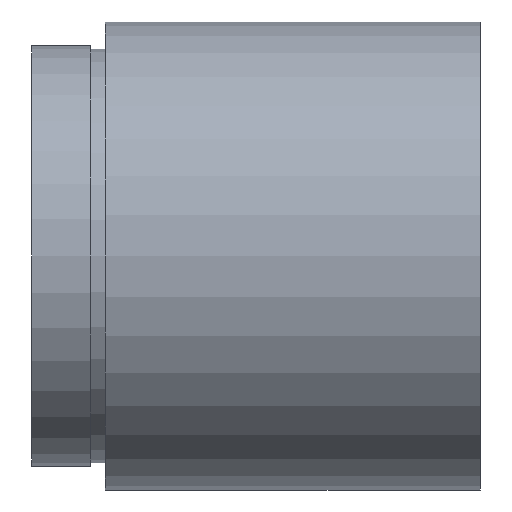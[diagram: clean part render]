
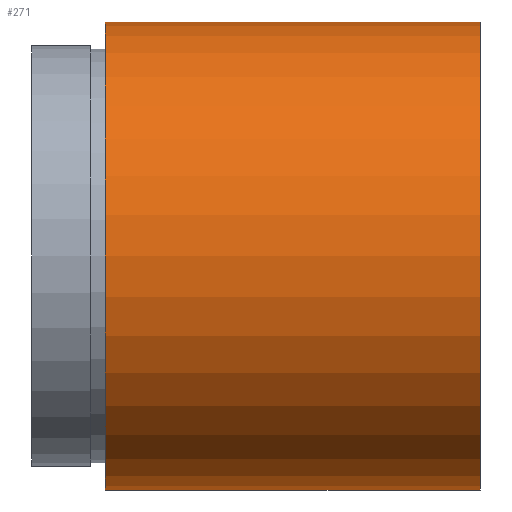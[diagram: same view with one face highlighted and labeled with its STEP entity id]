
A CAD part, left-side view. The second image highlights one B-rep face of the part: STEP entity #271.
In plain terms, the highlighted cylindrical face has radius 15.85 mm (diameter 31.7 mm), a partial arc.
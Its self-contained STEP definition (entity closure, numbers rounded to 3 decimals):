
#3 = CARTESIAN_POINT ( 'NONE',  ( 0., 25.4, 0. ) ) ;
#19 = VERTEX_POINT ( 'NONE', #324 ) ;
#28 = VERTEX_POINT ( 'NONE', #281 ) ;
#42 = CIRCLE ( 'NONE', #313, 15.85 ) ;
#44 = EDGE_CURVE ( 'NONE', #19, #28, #492, .T. ) ;
#54 = CARTESIAN_POINT ( 'NONE',  ( 0., 0., 0. ) ) ;
#56 = DIRECTION ( 'NONE',  ( 0., 1., 0. ) ) ;
#142 = AXIS2_PLACEMENT_3D ( 'NONE', #242, #477, #282 ) ;
#149 = ORIENTED_EDGE ( 'NONE', *, *, #44, .T. ) ;
#186 = DIRECTION ( 'NONE',  ( 0., 1., 0. ) ) ;
#188 = ORIENTED_EDGE ( 'NONE', *, *, #359, .F. ) ;
#190 = EDGE_CURVE ( 'NONE', #28, #268, #285, .T. ) ;
#192 = CARTESIAN_POINT ( 'NONE',  ( 0., 25.4, 15.85 ) ) ;
#201 = DIRECTION ( 'NONE',  ( 0., 1., 0. ) ) ;
#242 = CARTESIAN_POINT ( 'NONE',  ( 0., 161.376, 0. ) ) ;
#253 = EDGE_LOOP ( 'NONE', ( #502, #149, #466, #188 ) ) ;
#268 = VERTEX_POINT ( 'NONE', #192 ) ;
#271 = ADVANCED_FACE ( 'NONE', ( #561 ), #349, .T. ) ;
#281 = CARTESIAN_POINT ( 'NONE',  ( 0., 0., 15.85 ) ) ;
#282 = DIRECTION ( 'NONE',  ( 0., 0., 1. ) ) ;
#285 = LINE ( 'NONE', #609, #449 ) ;
#291 = CARTESIAN_POINT ( 'NONE',  ( 0., 161.376, -15.85 ) ) ;
#293 = DIRECTION ( 'NONE',  ( 0., 0., 1. ) ) ;
#313 = AXIS2_PLACEMENT_3D ( 'NONE', #3, #56, #293 ) ;
#324 = CARTESIAN_POINT ( 'NONE',  ( 0., 0., -15.85 ) ) ;
#328 = VERTEX_POINT ( 'NONE', #532 ) ;
#349 = CYLINDRICAL_SURFACE ( 'NONE', #142, 15.85 ) ;
#359 = EDGE_CURVE ( 'NONE', #328, #268, #42, .T. ) ;
#420 = AXIS2_PLACEMENT_3D ( 'NONE', #54, #186, #486 ) ;
#449 = VECTOR ( 'NONE', #613, 1000. ) ;
#453 = EDGE_CURVE ( 'NONE', #19, #328, #500, .T. ) ;
#466 = ORIENTED_EDGE ( 'NONE', *, *, #190, .T. ) ;
#477 = DIRECTION ( 'NONE',  ( 0., 1., 0. ) ) ;
#482 = VECTOR ( 'NONE', #201, 1000. ) ;
#486 = DIRECTION ( 'NONE',  ( 0., 0., 1. ) ) ;
#492 = CIRCLE ( 'NONE', #420, 15.85 ) ;
#500 = LINE ( 'NONE', #291, #482 ) ;
#502 = ORIENTED_EDGE ( 'NONE', *, *, #453, .F. ) ;
#532 = CARTESIAN_POINT ( 'NONE',  ( 0., 25.4, -15.85 ) ) ;
#561 = FACE_OUTER_BOUND ( 'NONE', #253, .T. ) ;
#609 = CARTESIAN_POINT ( 'NONE',  ( 0., 161.376, 15.85 ) ) ;
#613 = DIRECTION ( 'NONE',  ( 0., 1., 0. ) ) ;
